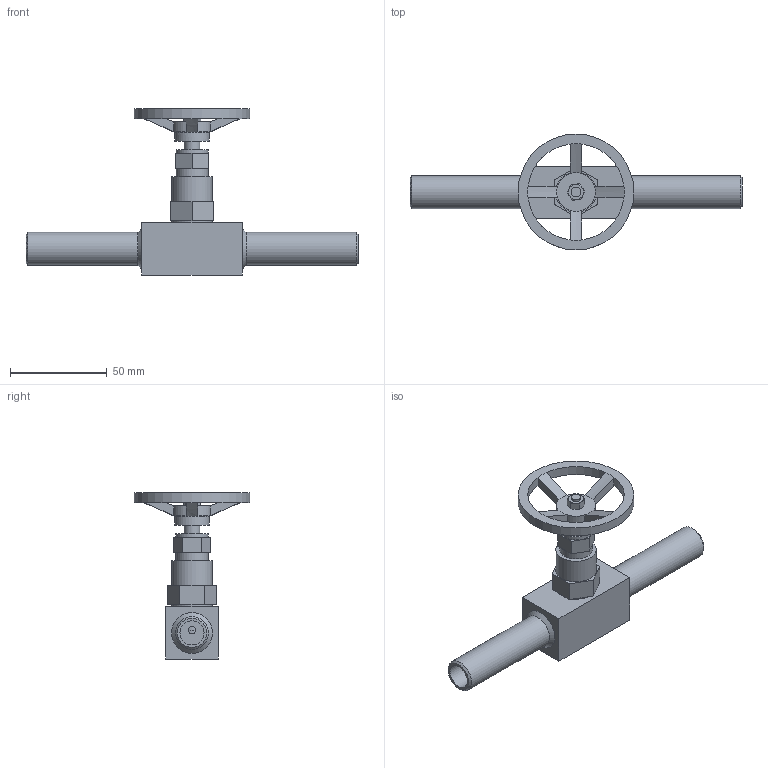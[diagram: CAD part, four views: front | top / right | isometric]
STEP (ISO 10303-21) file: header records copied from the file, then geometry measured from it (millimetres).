
FILE_DESCRIPTION(/* description */ ('Q200A-X'),/* implementation_level */ '2;1');
FILE_NAME(/* name */ 'Q234',/* time_stamp */ '2020-02-16T22:09:17+01:00',/* author */ ('Jakub Rupniewski'),/* organization */ ('AB Qvintus'),/* preprocessor_version */ 'ST-DEVELOPER v16.7',/* originating_system */ 'Solid Edge',/* authorisation */ 'Unknown');
FILE_SCHEMA (('AUTOMOTIVE_DESIGN {1 0 10303 214 3 1 1}'));
Length unit declared in the file: millimetre
Products named in the file (7): Q234; Q234_body; Nut; Shaft; Nut_sealing; Handle; M5_nut
Assembly tree (6 placements, depth 2):
  Q234
    Q234_body
    Nut
    Shaft
    Nut_sealing
    Handle
    M5_nut
Bounding box: 172 x 60 x 86 mm (x, y, z)
Volume: 68529.3 mm3; surface area: 34600 mm2
Topology: 6 solids, 6 shells, 127 faces, 271 edges, 166 vertices
Faces by surface type: plane 61, cylinder 35, cone 31
Full cylindrical faces by diameter (mm): 4 x2, 5 x2, 8 x3, 8.5 x1, 9 x1, 9.728 x2, 11 x1, 12 x1, 12.48 x2, 16.662 x3, 17.1 x2, 18 x1, 20.955 x3, 60 x1
Entity records: 3876 total; most frequent: CARTESIAN_POINT 674, DIRECTION 556, ORIENTED_EDGE 466, AXIS2_PLACEMENT_3D 236, EDGE_CURVE 233, EDGE_LOOP 190, FACE_BOUND 190, VERTEX_POINT 161
